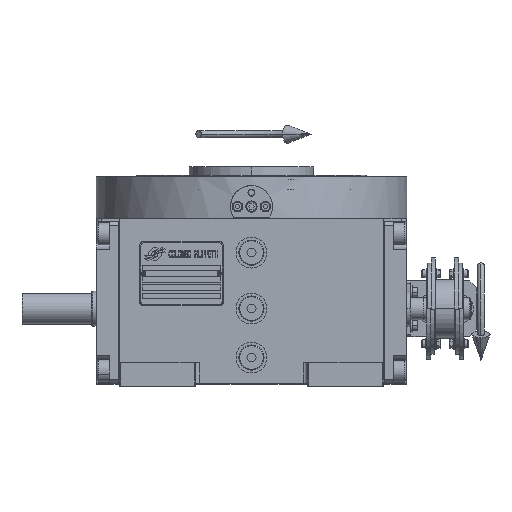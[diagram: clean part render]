
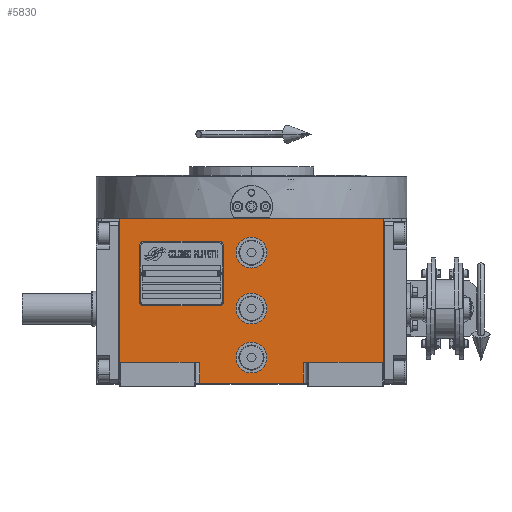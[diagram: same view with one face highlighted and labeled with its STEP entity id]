
A CAD part, top view. The second image highlights one B-rep face of the part: STEP entity #5830.
In plain terms, the highlighted planar face has unit normal (0, 0, 1).
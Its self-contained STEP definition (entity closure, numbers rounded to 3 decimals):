
#545 = EDGE_CURVE ( 'NONE', #13542, #37199, #19368, .T. ) ;
#1054 = VECTOR ( 'NONE', #65956, 1000. ) ;
#1130 = VECTOR ( 'NONE', #9970, 1000. ) ;
#2100 = AXIS2_PLACEMENT_3D ( 'NONE', #52335, #61748, #78862 ) ;
#3410 = DIRECTION ( 'NONE',  ( 1., 0., 0. ) ) ;
#3414 = CARTESIAN_POINT ( 'NONE',  ( 37., -38.5, 163.5 ) ) ;
#4265 = VERTEX_POINT ( 'NONE', #70871 ) ;
#4711 = DIRECTION ( 'NONE',  ( -1., 0., 0. ) ) ;
#5830 = ADVANCED_FACE ( 'NONE', ( #103314, #51448, #85048, #57952 ), #58522, .T. ) ;
#6406 = CARTESIAN_POINT ( 'NONE',  ( 37., -38.5, 163.5 ) ) ;
#6674 = EDGE_CURVE ( 'NONE', #85854, #116061, #82135, .T. ) ;
#8322 = EDGE_CURVE ( 'NONE', #108940, #86838, #58700, .T. ) ;
#8463 = EDGE_CURVE ( 'NONE', #4265, #48141, #100487, .T. ) ;
#8989 = EDGE_LOOP ( 'NONE', ( #19590, #21600 ) ) ;
#9934 = VECTOR ( 'NONE', #84925, 1000. ) ;
#9970 = DIRECTION ( 'NONE',  ( 0., 1., 0. ) ) ;
#10324 = ORIENTED_EDGE ( 'NONE', *, *, #92454, .F. ) ;
#11777 = LINE ( 'NONE', #20019, #1054 ) ;
#13328 = DIRECTION ( 'NONE',  ( 0., 1., 0. ) ) ;
#13396 = ORIENTED_EDGE ( 'NONE', *, *, #70488, .F. ) ;
#13542 = VERTEX_POINT ( 'NONE', #72987 ) ;
#13973 = CARTESIAN_POINT ( 'NONE',  ( 11., -35., 163.5 ) ) ;
#16608 = CARTESIAN_POINT ( 'NONE',  ( 94.5, 64.5, 163.5 ) ) ;
#16692 = DIRECTION ( 'NONE',  ( 1., 0., 0. ) ) ;
#18397 = ORIENTED_EDGE ( 'NONE', *, *, #84179, .F. ) ;
#18539 = VERTEX_POINT ( 'NONE', #16608 ) ;
#18693 = VERTEX_POINT ( 'NONE', #111223 ) ;
#18802 = CARTESIAN_POINT ( 'NONE',  ( -11., -35., 163.5 ) ) ;
#19368 = LINE ( 'NONE', #100633, #1130 ) ;
#19590 = ORIENTED_EDGE ( 'NONE', *, *, #25139, .F. ) ;
#20019 = CARTESIAN_POINT ( 'NONE',  ( -94.5, 64.5, 163.5 ) ) ;
#20763 = EDGE_CURVE ( 'NONE', #13542, #95264, #83253, .T. ) ;
#20826 = CARTESIAN_POINT ( 'NONE',  ( -37., -53.5, 163.5 ) ) ;
#21600 = ORIENTED_EDGE ( 'NONE', *, *, #102458, .F. ) ;
#23255 = CARTESIAN_POINT ( 'NONE',  ( -11., 0., 163.5 ) ) ;
#25139 = EDGE_CURVE ( 'NONE', #80719, #86383, #50269, .T. ) ;
#27009 = EDGE_CURVE ( 'NONE', #86838, #18539, #85151, .T. ) ;
#27890 = ORIENTED_EDGE ( 'NONE', *, *, #545, .F. ) ;
#31493 = EDGE_LOOP ( 'NONE', ( #104082, #35338 ) ) ;
#31925 = CARTESIAN_POINT ( 'NONE',  ( -94.5, -38.5, 163.5 ) ) ;
#32189 = CIRCLE ( 'NONE', #2100, 11. ) ;
#32797 = VECTOR ( 'NONE', #110367, 1000. ) ;
#33313 = CIRCLE ( 'NONE', #89741, 11. ) ;
#33960 = DIRECTION ( 'NONE',  ( 0., 1., 0. ) ) ;
#34539 = CARTESIAN_POINT ( 'NONE',  ( 0., 40., 163.5 ) ) ;
#35338 = ORIENTED_EDGE ( 'NONE', *, *, #8463, .F. ) ;
#36276 = LINE ( 'NONE', #115229, #54157 ) ;
#36417 = EDGE_CURVE ( 'NONE', #48141, #4265, #32189, .T. ) ;
#37199 = VERTEX_POINT ( 'NONE', #50181 ) ;
#39454 = VECTOR ( 'NONE', #58783, 1000. ) ;
#39606 = LINE ( 'NONE', #31925, #9934 ) ;
#39836 = ORIENTED_EDGE ( 'NONE', *, *, #6674, .F. ) ;
#40206 = CIRCLE ( 'NONE', #49624, 11. ) ;
#41500 = ORIENTED_EDGE ( 'NONE', *, *, #76805, .T. ) ;
#43682 = ORIENTED_EDGE ( 'NONE', *, *, #100973, .F. ) ;
#44744 = VECTOR ( 'NONE', #13328, 1000. ) ;
#48141 = VERTEX_POINT ( 'NONE', #82724 ) ;
#48858 = DIRECTION ( 'NONE',  ( 0., 0., 1. ) ) ;
#49624 = AXIS2_PLACEMENT_3D ( 'NONE', #61683, #49946, #116469 ) ;
#49703 = DIRECTION ( 'NONE',  ( 0., 0., 1. ) ) ;
#49946 = DIRECTION ( 'NONE',  ( 0., 0., 1. ) ) ;
#50181 = CARTESIAN_POINT ( 'NONE',  ( -37., -38.5, 163.5 ) ) ;
#50269 = CIRCLE ( 'NONE', #53948, 11. ) ;
#51448 = FACE_BOUND ( 'NONE', #8989, .T. ) ;
#51584 = AXIS2_PLACEMENT_3D ( 'NONE', #34539, #105231, #98138 ) ;
#52335 = CARTESIAN_POINT ( 'NONE',  ( 0., 40., 163.5 ) ) ;
#53948 = AXIS2_PLACEMENT_3D ( 'NONE', #101746, #85218, #3410 ) ;
#54157 = VECTOR ( 'NONE', #33960, 1000. ) ;
#54467 = CARTESIAN_POINT ( 'NONE',  ( 37., -53.5, 163.5 ) ) ;
#57064 = DIRECTION ( 'NONE',  ( -1., 0., 0. ) ) ;
#57952 = FACE_OUTER_BOUND ( 'NONE', #59568, .T. ) ;
#58522 = PLANE ( 'NONE',  #72891 ) ;
#58700 = LINE ( 'NONE', #3414, #96712 ) ;
#58783 = DIRECTION ( 'NONE',  ( 0., -1., 0. ) ) ;
#59568 = EDGE_LOOP ( 'NONE', ( #81926, #10324, #99798, #112516, #43682, #13396, #41500, #27890 ) ) ;
#61683 = CARTESIAN_POINT ( 'NONE',  ( 0., 0., 163.5 ) ) ;
#61748 = DIRECTION ( 'NONE',  ( 0., 0., 1. ) ) ;
#62264 = EDGE_LOOP ( 'NONE', ( #18397, #39836 ) ) ;
#64027 = VERTEX_POINT ( 'NONE', #64876 ) ;
#64876 = CARTESIAN_POINT ( 'NONE',  ( -94.5, 64.5, 163.5 ) ) ;
#65956 = DIRECTION ( 'NONE',  ( 1., 0., 0. ) ) ;
#70488 = EDGE_CURVE ( 'NONE', #18693, #64027, #36276, .T. ) ;
#70871 = CARTESIAN_POINT ( 'NONE',  ( -11., 40., 163.5 ) ) ;
#72891 = AXIS2_PLACEMENT_3D ( 'NONE', #112157, #49703, #16692 ) ;
#72987 = CARTESIAN_POINT ( 'NONE',  ( -37., -53.5, 163.5 ) ) ;
#75248 = DIRECTION ( 'NONE',  ( 1., 0., 0. ) ) ;
#76805 = EDGE_CURVE ( 'NONE', #18693, #37199, #39606, .T. ) ;
#78862 = DIRECTION ( 'NONE',  ( 1., 0., 0. ) ) ;
#80719 = VERTEX_POINT ( 'NONE', #13973 ) ;
#81926 = ORIENTED_EDGE ( 'NONE', *, *, #20763, .T. ) ;
#82135 = CIRCLE ( 'NONE', #106598, 11. ) ;
#82724 = CARTESIAN_POINT ( 'NONE',  ( 11., 40., 163.5 ) ) ;
#83253 = LINE ( 'NONE', #20826, #32797 ) ;
#84179 = EDGE_CURVE ( 'NONE', #116061, #85854, #40206, .T. ) ;
#84925 = DIRECTION ( 'NONE',  ( 1., 0., 0. ) ) ;
#85048 = FACE_BOUND ( 'NONE', #31493, .T. ) ;
#85151 = LINE ( 'NONE', #93993, #44744 ) ;
#85218 = DIRECTION ( 'NONE',  ( 0., 0., 1. ) ) ;
#85368 = DIRECTION ( 'NONE',  ( 0., 0., 1. ) ) ;
#85854 = VERTEX_POINT ( 'NONE', #23255 ) ;
#86383 = VERTEX_POINT ( 'NONE', #18802 ) ;
#86838 = VERTEX_POINT ( 'NONE', #98758 ) ;
#89596 = CARTESIAN_POINT ( 'NONE',  ( 11., 0., 163.5 ) ) ;
#89741 = AXIS2_PLACEMENT_3D ( 'NONE', #95382, #85368, #4711 ) ;
#92454 = EDGE_CURVE ( 'NONE', #108940, #95264, #105890, .T. ) ;
#93993 = CARTESIAN_POINT ( 'NONE',  ( 94.5, -38.5, 163.5 ) ) ;
#95264 = VERTEX_POINT ( 'NONE', #54467 ) ;
#95382 = CARTESIAN_POINT ( 'NONE',  ( 0., -35., 163.5 ) ) ;
#96712 = VECTOR ( 'NONE', #75248, 1000. ) ;
#98138 = DIRECTION ( 'NONE',  ( -1., 0., 0. ) ) ;
#98758 = CARTESIAN_POINT ( 'NONE',  ( 94.5, -38.5, 163.5 ) ) ;
#99798 = ORIENTED_EDGE ( 'NONE', *, *, #8322, .T. ) ;
#100487 = CIRCLE ( 'NONE', #51584, 11. ) ;
#100633 = CARTESIAN_POINT ( 'NONE',  ( -37., -53.5, 163.5 ) ) ;
#100973 = EDGE_CURVE ( 'NONE', #64027, #18539, #11777, .T. ) ;
#101648 = CARTESIAN_POINT ( 'NONE',  ( 37., -38.5, 163.5 ) ) ;
#101746 = CARTESIAN_POINT ( 'NONE',  ( 0., -35., 163.5 ) ) ;
#102458 = EDGE_CURVE ( 'NONE', #86383, #80719, #33313, .T. ) ;
#103314 = FACE_BOUND ( 'NONE', #62264, .T. ) ;
#104082 = ORIENTED_EDGE ( 'NONE', *, *, #36417, .F. ) ;
#105231 = DIRECTION ( 'NONE',  ( 0., 0., 1. ) ) ;
#105890 = LINE ( 'NONE', #6406, #39454 ) ;
#106598 = AXIS2_PLACEMENT_3D ( 'NONE', #114072, #48858, #57064 ) ;
#108940 = VERTEX_POINT ( 'NONE', #101648 ) ;
#110367 = DIRECTION ( 'NONE',  ( 1., 0., 0. ) ) ;
#111223 = CARTESIAN_POINT ( 'NONE',  ( -94.5, -38.5, 163.5 ) ) ;
#112157 = CARTESIAN_POINT ( 'NONE',  ( -94.5, -53.5, 163.5 ) ) ;
#112516 = ORIENTED_EDGE ( 'NONE', *, *, #27009, .T. ) ;
#114072 = CARTESIAN_POINT ( 'NONE',  ( 0., 0., 163.5 ) ) ;
#115229 = CARTESIAN_POINT ( 'NONE',  ( -94.5, -38.5, 163.5 ) ) ;
#116061 = VERTEX_POINT ( 'NONE', #89596 ) ;
#116469 = DIRECTION ( 'NONE',  ( 1., 0., 0. ) ) ;
